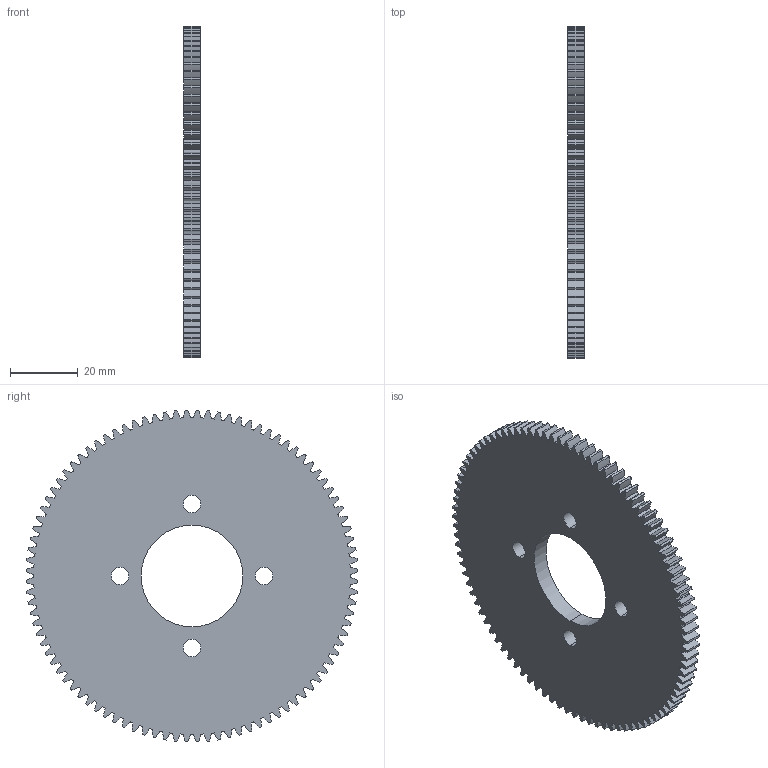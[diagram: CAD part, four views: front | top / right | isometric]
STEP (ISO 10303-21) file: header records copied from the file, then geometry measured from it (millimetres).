
FILE_DESCRIPTION (( 'STEP AP214' ), '1' );
FILE_NAME ('SH1096printed.STEP', '2017-09-26T10:03:59', ( '' ), ( '' ), 'SwSTEP 2.0', 'SolidWorks 2016', '' );
FILE_SCHEMA (( 'AUTOMOTIVE_DESIGN' ));
Length unit declared in the file: millimetre
Products named in the file (2): SH1096printed
Bounding box: 5 x 97.97 x 97.97 mm (x, y, z)
Volume: 31990.5 mm3; surface area: 16613 mm2
Topology: 1 solids, 1 shells, 401 faces, 1197 edges, 798 vertices
Faces by surface type: cylinder 399, plane 2
Entity records: 14058 total; most frequent: DIRECTION 2801, CARTESIAN_POINT 2398, ORIENTED_EDGE 2394, AXIS2_PLACEMENT_3D 1201, EDGE_CURVE 1197, CIRCLE 798, VERTEX_POINT 798, EDGE_LOOP 411
